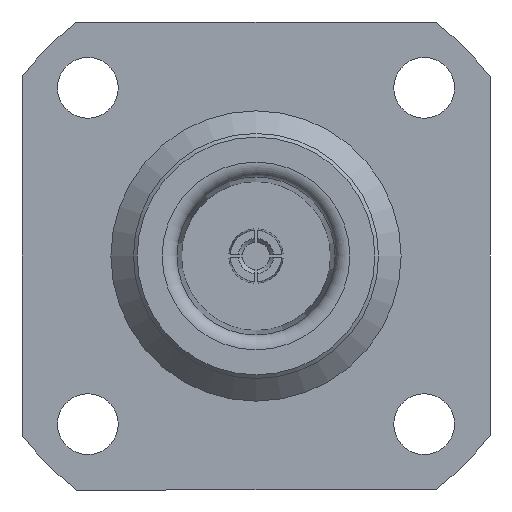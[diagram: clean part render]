
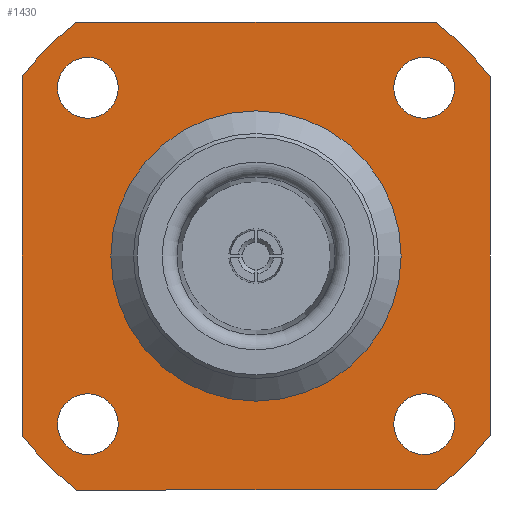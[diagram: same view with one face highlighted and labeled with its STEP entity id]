
A CAD part, left-side view. The second image highlights one B-rep face of the part: STEP entity #1430.
In plain terms, the highlighted planar face has unit normal (-1, 0, 0).
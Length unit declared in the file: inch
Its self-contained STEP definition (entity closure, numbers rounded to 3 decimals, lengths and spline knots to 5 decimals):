
#6 = LINE ( 'NONE', #15, #995 ) ;
#15 = CARTESIAN_POINT ( 'NONE',  ( 0.29843, 0.5, 0.5 ) ) ;
#16 = DIRECTION ( 'NONE',  ( 0., 0., -1. ) ) ;
#125 = CARTESIAN_POINT ( 'NONE',  ( 0.29843, 0.38315, 0.5 ) ) ;
#126 = CARTESIAN_POINT ( 'NONE',  ( 0.29843, -0.5, 0.38315 ) ) ;
#215 = CARTESIAN_POINT ( 'NONE',  ( 0.29843, 0., 0. ) ) ;
#216 = DIRECTION ( 'NONE',  ( -1., 0., 0. ) ) ;
#217 = DIRECTION ( 'NONE',  ( 0., 0., 1. ) ) ;
#306 = CARTESIAN_POINT ( 'NONE',  ( 0.29843, -0.35925, 0.35925 ) ) ;
#307 = DIRECTION ( 'NONE',  ( 1., 0., 0. ) ) ;
#308 = DIRECTION ( 'NONE',  ( 0., 0., 1. ) ) ;
#452 = CARTESIAN_POINT ( 'NONE',  ( 0.29843, 0., 0. ) ) ;
#453 = DIRECTION ( 'NONE',  ( -1., 0., 0. ) ) ;
#454 = DIRECTION ( 'NONE',  ( 0., 0., 1. ) ) ;
#526 = LINE ( 'NONE', #527, #1059 ) ;
#527 = CARTESIAN_POINT ( 'NONE',  ( 0.29843, -0.5, -0.5 ) ) ;
#528 = DIRECTION ( 'NONE',  ( 0., 0., 1. ) ) ;
#536 = CARTESIAN_POINT ( 'NONE',  ( 0.29843, -0.5, -0.38315 ) ) ;
#541 = CARTESIAN_POINT ( 'NONE',  ( 0.29843, 0.5, 0.38315 ) ) ;
#549 = VERTEX_POINT ( 'NONE', #552 ) ;
#552 = CARTESIAN_POINT ( 'NONE',  ( 0.29843, 0.35925, 0.42421 ) ) ;
#577 = VERTEX_POINT ( 'NONE', #580 ) ;
#580 = CARTESIAN_POINT ( 'NONE',  ( 0.29843, -0.35925, 0.42421 ) ) ;
#583 = VERTEX_POINT ( 'NONE', #586 ) ;
#585 = VERTEX_POINT ( 'NONE', #588 ) ;
#586 = CARTESIAN_POINT ( 'NONE',  ( 0.29843, 0.35925, -0.29429 ) ) ;
#587 = VERTEX_POINT ( 'NONE', #590 ) ;
#588 = CARTESIAN_POINT ( 'NONE',  ( 0.29843, -0.35925, -0.29429 ) ) ;
#590 = CARTESIAN_POINT ( 'NONE',  ( 0.29843, 0., 0.31004 ) ) ;
#674 = CARTESIAN_POINT ( 'NONE',  ( 0.29843, -0.38315, -0.5 ) ) ;
#678 = CARTESIAN_POINT ( 'NONE',  ( 0.29843, -0.38315, 0.5 ) ) ;
#680 = CARTESIAN_POINT ( 'NONE',  ( 0.29843, 0.5, -0.38315 ) ) ;
#682 = CARTESIAN_POINT ( 'NONE',  ( 0.29843, 0.38315, -0.5 ) ) ;
#738 = EDGE_CURVE ( 'NONE', #1542, #1024, #1093, .T. ) ;
#758 = EDGE_CURVE ( 'NONE', #1025, #1029, #947, .T. ) ;
#762 = EDGE_CURVE ( 'NONE', #1541, #1693, #1521, .T. ) ;
#769 = EDGE_CURVE ( 'NONE', #549, #549, #1514, .T. ) ;
#809 = EDGE_LOOP ( 'NONE', ( #1581 ) ) ;
#947 = LINE ( 'NONE', #954, #1517 ) ;
#954 = CARTESIAN_POINT ( 'NONE',  ( 0.29843, -0.5, -0.5 ) ) ;
#956 = DIRECTION ( 'NONE',  ( 0., 1., 0. ) ) ;
#973 = CARTESIAN_POINT ( 'NONE',  ( 0.29843, 0., 0. ) ) ;
#974 = DIRECTION ( 'NONE',  ( -1., 0., 0. ) ) ;
#975 = DIRECTION ( 'NONE',  ( 0., 0., 1. ) ) ;
#995 = VECTOR ( 'NONE', #16, 39.37008 ) ;
#1024 = VERTEX_POINT ( 'NONE', #678 ) ;
#1025 = VERTEX_POINT ( 'NONE', #674 ) ;
#1027 = VERTEX_POINT ( 'NONE', #680 ) ;
#1029 = VERTEX_POINT ( 'NONE', #682 ) ;
#1059 = VECTOR ( 'NONE', #528, 39.37008 ) ;
#1063 = CIRCLE ( 'NONE', #1065, 0.62992 ) ;
#1065 = AXIS2_PLACEMENT_3D ( 'NONE', #2064, #2065, #2066 ) ;
#1071 = VECTOR ( 'NONE', #2088, 39.37008 ) ;
#1093 = CIRCLE ( 'NONE', #1497, 0.62992 ) ;
#1105 = CARTESIAN_POINT ( 'NONE',  ( 0.29843, 0.35925, 0.35925 ) ) ;
#1106 = DIRECTION ( 'NONE',  ( 1., 0., 0. ) ) ;
#1107 = DIRECTION ( 'NONE',  ( 0., 0., 1. ) ) ;
#1168 = ORIENTED_EDGE ( 'NONE', *, *, #1343, .T. ) ;
#1169 = ORIENTED_EDGE ( 'NONE', *, *, #1341, .T. ) ;
#1220 = ORIENTED_EDGE ( 'NONE', *, *, #1450, .T. ) ;
#1221 = ORIENTED_EDGE ( 'NONE', *, *, #1379, .T. ) ;
#1222 = ORIENTED_EDGE ( 'NONE', *, *, #758, .F. ) ;
#1248 = EDGE_LOOP ( 'NONE', ( #1580 ) ) ;
#1341 = EDGE_CURVE ( 'NONE', #1694, #1542, #526, .T. ) ;
#1343 = EDGE_CURVE ( 'NONE', #1025, #1694, #1063, .T. ) ;
#1349 = EDGE_CURVE ( 'NONE', #1541, #1024, #2085, .T. ) ;
#1379 = EDGE_CURVE ( 'NONE', #1027, #1029, #1771, .T. ) ;
#1391 = EDGE_CURVE ( 'NONE', #577, #577, #1789, .T. ) ;
#1416 = EDGE_CURVE ( 'NONE', #583, #583, #1827, .T. ) ;
#1418 = EDGE_CURVE ( 'NONE', #585, #585, #1825, .T. ) ;
#1419 = EDGE_CURVE ( 'NONE', #587, #587, #1833, .T. ) ;
#1430 = ADVANCED_FACE ( 'NONE', ( #1989, #1983, #1998, #1996, #1990, #1997 ), #2000, .T. ) ;
#1450 = EDGE_CURVE ( 'NONE', #1693, #1027, #6, .T. ) ;
#1497 = AXIS2_PLACEMENT_3D ( 'NONE', #215, #216, #217 ) ;
#1514 = CIRCLE ( 'NONE', #1527, 0.06496 ) ;
#1517 = VECTOR ( 'NONE', #956, 39.37008 ) ;
#1518 = AXIS2_PLACEMENT_3D ( 'NONE', #973, #974, #975 ) ;
#1521 = CIRCLE ( 'NONE', #1518, 0.62992 ) ;
#1527 = AXIS2_PLACEMENT_3D ( 'NONE', #1105, #1106, #1107 ) ;
#1541 = VERTEX_POINT ( 'NONE', #125 ) ;
#1542 = VERTEX_POINT ( 'NONE', #126 ) ;
#1578 = ORIENTED_EDGE ( 'NONE', *, *, #1418, .T. ) ;
#1579 = ORIENTED_EDGE ( 'NONE', *, *, #1416, .T. ) ;
#1580 = ORIENTED_EDGE ( 'NONE', *, *, #1391, .T. ) ;
#1581 = ORIENTED_EDGE ( 'NONE', *, *, #769, .T. ) ;
#1582 = ORIENTED_EDGE ( 'NONE', *, *, #1419, .F. ) ;
#1583 = ORIENTED_EDGE ( 'NONE', *, *, #738, .T. ) ;
#1584 = ORIENTED_EDGE ( 'NONE', *, *, #1349, .F. ) ;
#1585 = ORIENTED_EDGE ( 'NONE', *, *, #762, .T. ) ;
#1666 = EDGE_LOOP ( 'NONE', ( #1583, #1584, #1585, #1220, #1221, #1222, #1168, #1169 ) ) ;
#1670 = EDGE_LOOP ( 'NONE', ( #1579 ) ) ;
#1671 = EDGE_LOOP ( 'NONE', ( #1578 ) ) ;
#1693 = VERTEX_POINT ( 'NONE', #541 ) ;
#1694 = VERTEX_POINT ( 'NONE', #536 ) ;
#1771 = CIRCLE ( 'NONE', #1772, 0.62992 ) ;
#1772 = AXIS2_PLACEMENT_3D ( 'NONE', #452, #453, #454 ) ;
#1777 = AXIS2_PLACEMENT_3D ( 'NONE', #306, #307, #308 ) ;
#1789 = CIRCLE ( 'NONE', #1777, 0.06496 ) ;
#1822 = AXIS2_PLACEMENT_3D ( 'NONE', #1946, #1947, #1948 ) ;
#1825 = CIRCLE ( 'NONE', #1830, 0.06496 ) ;
#1827 = CIRCLE ( 'NONE', #1822, 0.06496 ) ;
#1830 = AXIS2_PLACEMENT_3D ( 'NONE', #1951, #1952, #1953 ) ;
#1831 = AXIS2_PLACEMENT_3D ( 'NONE', #1955, #1956, #1957 ) ;
#1833 = CIRCLE ( 'NONE', #1831, 0.31004 ) ;
#1846 = EDGE_LOOP ( 'NONE', ( #1582 ) ) ;
#1894 = AXIS2_PLACEMENT_3D ( 'NONE', #1999, #2001, #2002 ) ;
#1946 = CARTESIAN_POINT ( 'NONE',  ( 0.29843, 0.35925, -0.35925 ) ) ;
#1947 = DIRECTION ( 'NONE',  ( 1., 0., 0. ) ) ;
#1948 = DIRECTION ( 'NONE',  ( 0., 0., 1. ) ) ;
#1951 = CARTESIAN_POINT ( 'NONE',  ( 0.29843, -0.35925, -0.35925 ) ) ;
#1952 = DIRECTION ( 'NONE',  ( 1., 0., 0. ) ) ;
#1953 = DIRECTION ( 'NONE',  ( 0., 0., 1. ) ) ;
#1955 = CARTESIAN_POINT ( 'NONE',  ( 0.29843, 0., 0. ) ) ;
#1956 = DIRECTION ( 'NONE',  ( -1., 0., 0. ) ) ;
#1957 = DIRECTION ( 'NONE',  ( 0., 0., 1. ) ) ;
#1983 = FACE_BOUND ( 'NONE', #1670, .T. ) ;
#1989 = FACE_BOUND ( 'NONE', #1671, .T. ) ;
#1990 = FACE_BOUND ( 'NONE', #1846, .T. ) ;
#1996 = FACE_BOUND ( 'NONE', #809, .T. ) ;
#1997 = FACE_OUTER_BOUND ( 'NONE', #1666, .T. ) ;
#1998 = FACE_BOUND ( 'NONE', #1248, .T. ) ;
#1999 = CARTESIAN_POINT ( 'NONE',  ( 0.29843, 0.31004, 0. ) ) ;
#2000 = PLANE ( 'NONE',  #1894 ) ;
#2001 = DIRECTION ( 'NONE',  ( -1., 0., 0. ) ) ;
#2002 = DIRECTION ( 'NONE',  ( 0., 0., 1. ) ) ;
#2064 = CARTESIAN_POINT ( 'NONE',  ( 0.29843, 0., 0. ) ) ;
#2065 = DIRECTION ( 'NONE',  ( -1., 0., 0. ) ) ;
#2066 = DIRECTION ( 'NONE',  ( 0., 0., 1. ) ) ;
#2085 = LINE ( 'NONE', #2087, #1071 ) ;
#2087 = CARTESIAN_POINT ( 'NONE',  ( 0.29843, 0.5, 0.5 ) ) ;
#2088 = DIRECTION ( 'NONE',  ( 0., -1., 0. ) ) ;
